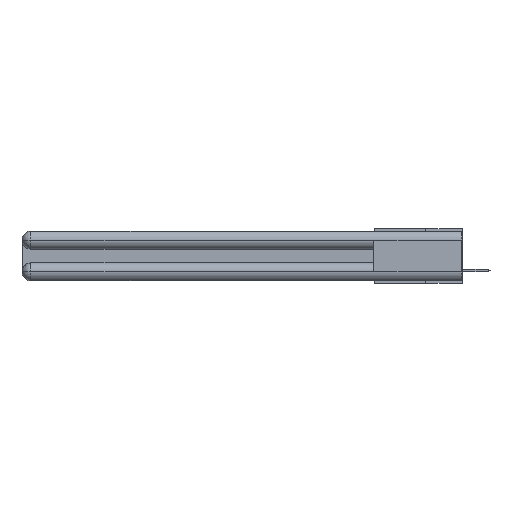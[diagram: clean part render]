
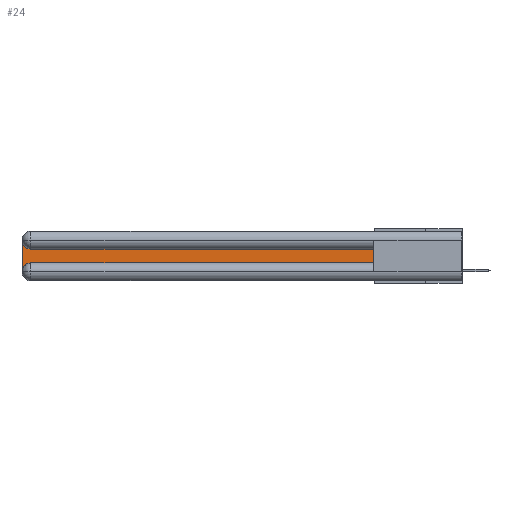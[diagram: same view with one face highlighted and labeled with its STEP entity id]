
A CAD part, left-side view. The second image highlights one B-rep face of the part: STEP entity #24.
In plain terms, the highlighted planar face has unit normal (-1, 0, 0).
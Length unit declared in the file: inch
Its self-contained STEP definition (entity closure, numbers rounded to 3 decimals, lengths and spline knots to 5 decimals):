
#24 = ADVANCED_FACE ( 'NONE', ( #16607 ), #24111, .F. ) ;
#354 = CARTESIAN_POINT ( 'NONE',  ( 0.075, 2.94, -0.0625 ) ) ;
#948 = DIRECTION ( 'NONE',  ( 0., 0., -1. ) ) ;
#1233 = CARTESIAN_POINT ( 'NONE',  ( 0.075, 0.6, -0.1225 ) ) ;
#1395 = VERTEX_POINT ( 'NONE', #21022 ) ;
#1647 = VECTOR ( 'NONE', #3602, 39.37008 ) ;
#1805 = CARTESIAN_POINT ( 'NONE',  ( 0.075, 0.6, -0.2175 ) ) ;
#1944 = AXIS2_PLACEMENT_3D ( 'NONE', #354, #15101, #23321 ) ;
#2923 = EDGE_CURVE ( 'NONE', #5074, #11962, #25287, .T. ) ;
#3026 = CARTESIAN_POINT ( 'NONE',  ( 0.075, 3., -0.2175 ) ) ;
#3061 = ORIENTED_EDGE ( 'NONE', *, *, #14367, .T. ) ;
#3602 = DIRECTION ( 'NONE',  ( 0., 0., 1. ) ) ;
#3857 = CARTESIAN_POINT ( 'NONE',  ( 0.075, 2.94, -0.1225 ) ) ;
#4273 = ORIENTED_EDGE ( 'NONE', *, *, #4887, .T. ) ;
#4756 = CIRCLE ( 'NONE', #1944, 0.06 ) ;
#4887 = EDGE_CURVE ( 'NONE', #12786, #1395, #11463, .T. ) ;
#4959 = VERTEX_POINT ( 'NONE', #16716 ) ;
#5074 = VERTEX_POINT ( 'NONE', #22642 ) ;
#5261 = EDGE_CURVE ( 'NONE', #12513, #4959, #10118, .T. ) ;
#6334 = ORIENTED_EDGE ( 'NONE', *, *, #2923, .T. ) ;
#8512 = ORIENTED_EDGE ( 'NONE', *, *, #24590, .T. ) ;
#10118 = LINE ( 'NONE', #3026, #26216 ) ;
#10366 = CARTESIAN_POINT ( 'NONE',  ( 0.075, 3., -0.0625 ) ) ;
#11463 = LINE ( 'NONE', #13663, #14438 ) ;
#11962 = VERTEX_POINT ( 'NONE', #3857 ) ;
#12513 = VERTEX_POINT ( 'NONE', #10366 ) ;
#12786 = VERTEX_POINT ( 'NONE', #17057 ) ;
#12904 = DIRECTION ( 'NONE',  ( 0., 0., -1. ) ) ;
#13560 = CARTESIAN_POINT ( 'NONE',  ( 0.075, 3., -0.1225 ) ) ;
#13663 = CARTESIAN_POINT ( 'NONE',  ( 0.075, 0.6, -0.2175 ) ) ;
#14367 = EDGE_CURVE ( 'NONE', #4959, #12786, #25015, .T. ) ;
#14438 = VECTOR ( 'NONE', #26975, 39.37008 ) ;
#14955 = EDGE_CURVE ( 'NONE', #1395, #5074, #15168, .T. ) ;
#15101 = DIRECTION ( 'NONE',  ( 1., 0., 0. ) ) ;
#15168 = LINE ( 'NONE', #1805, #1647 ) ;
#16316 = EDGE_LOOP ( 'NONE', ( #6334, #8512, #25428, #3061, #4273, #19078 ) ) ;
#16607 = FACE_OUTER_BOUND ( 'NONE', #16316, .T. ) ;
#16716 = CARTESIAN_POINT ( 'NONE',  ( 0.075, 3., -0.2775 ) ) ;
#17057 = CARTESIAN_POINT ( 'NONE',  ( 0.075, 2.94, -0.2175 ) ) ;
#17457 = DIRECTION ( 'NONE',  ( 1., 0., 0. ) ) ;
#19078 = ORIENTED_EDGE ( 'NONE', *, *, #14955, .T. ) ;
#19688 = DIRECTION ( 'NONE',  ( 0., 0., -1. ) ) ;
#19771 = VECTOR ( 'NONE', #24215, 39.37008 ) ;
#20304 = AXIS2_PLACEMENT_3D ( 'NONE', #23577, #17457, #12904 ) ;
#21022 = CARTESIAN_POINT ( 'NONE',  ( 0.075, 0.6, -0.2175 ) ) ;
#22642 = CARTESIAN_POINT ( 'NONE',  ( 0.075, 0.6, -0.1225 ) ) ;
#23321 = DIRECTION ( 'NONE',  ( 0., 0., -1. ) ) ;
#23577 = CARTESIAN_POINT ( 'NONE',  ( 0.075, 2.94, -0.2775 ) ) ;
#24111 = PLANE ( 'NONE',  #24753 ) ;
#24215 = DIRECTION ( 'NONE',  ( 0., 1., 0. ) ) ;
#24590 = EDGE_CURVE ( 'NONE', #11962, #12513, #4756, .T. ) ;
#24753 = AXIS2_PLACEMENT_3D ( 'NONE', #13560, #26298, #948 ) ;
#25015 = CIRCLE ( 'NONE', #20304, 0.06 ) ;
#25287 = LINE ( 'NONE', #1233, #19771 ) ;
#25428 = ORIENTED_EDGE ( 'NONE', *, *, #5261, .T. ) ;
#26216 = VECTOR ( 'NONE', #19688, 39.37008 ) ;
#26298 = DIRECTION ( 'NONE',  ( 1., 0., 0. ) ) ;
#26975 = DIRECTION ( 'NONE',  ( 0., -1., 0. ) ) ;
